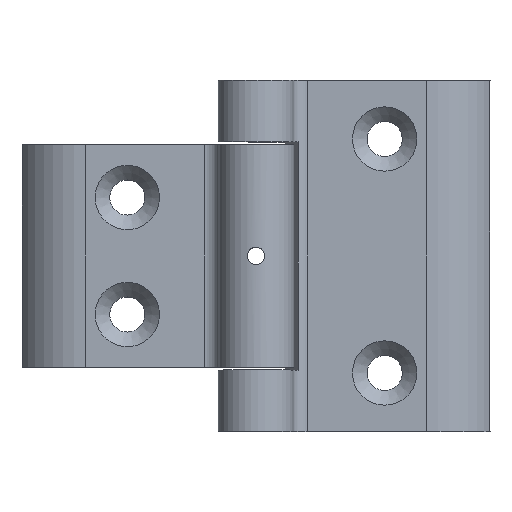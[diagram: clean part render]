
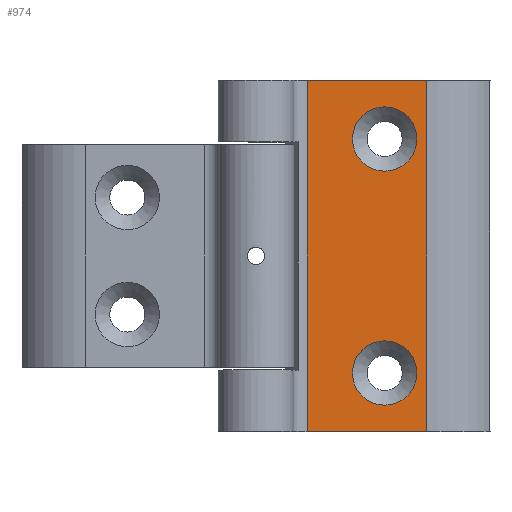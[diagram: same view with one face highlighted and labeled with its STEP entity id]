
A CAD part, top view. The second image highlights one B-rep face of the part: STEP entity #974.
In plain terms, the highlighted planar face has unit normal (0, 0, 1).
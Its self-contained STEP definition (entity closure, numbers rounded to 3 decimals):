
#55=FACE_BOUND('',#183,.T.);
#56=FACE_BOUND('',#184,.T.);
#78=PLANE('',#1113);
#131=FACE_OUTER_BOUND('',#182,.T.);
#182=EDGE_LOOP('',(#794,#795,#796,#797));
#183=EDGE_LOOP('',(#798,#799));
#184=EDGE_LOOP('',(#800,#801));
#250=LINE('',#1567,#319);
#255=LINE('',#1643,#324);
#256=LINE('',#1647,#325);
#257=LINE('',#1649,#326);
#319=VECTOR('',#1287,10.);
#324=VECTOR('',#1310,10.);
#325=VECTOR('',#1315,10.);
#326=VECTOR('',#1318,10.);
#364=CIRCLE('',#1074,5.5);
#365=CIRCLE('',#1075,5.5);
#366=CIRCLE('',#1077,5.5);
#367=CIRCLE('',#1078,5.5);
#419=VERTEX_POINT('',#1475);
#420=VERTEX_POINT('',#1476);
#421=VERTEX_POINT('',#1481);
#422=VERTEX_POINT('',#1482);
#451=VERTEX_POINT('',#1564);
#452=VERTEX_POINT('',#1566);
#462=VERTEX_POINT('',#1641);
#463=VERTEX_POINT('',#1645);
#525=EDGE_CURVE('',#419,#420,#364,.T.);
#526=EDGE_CURVE('',#420,#419,#365,.T.);
#528=EDGE_CURVE('',#421,#422,#366,.T.);
#529=EDGE_CURVE('',#422,#421,#367,.T.);
#570=EDGE_CURVE('',#452,#451,#250,.T.);
#586=EDGE_CURVE('',#462,#451,#255,.T.);
#588=EDGE_CURVE('',#462,#463,#256,.T.);
#589=EDGE_CURVE('',#452,#463,#257,.T.);
#794=ORIENTED_EDGE('',*,*,#588,.T.);
#795=ORIENTED_EDGE('',*,*,#589,.F.);
#796=ORIENTED_EDGE('',*,*,#570,.T.);
#797=ORIENTED_EDGE('',*,*,#586,.F.);
#798=ORIENTED_EDGE('',*,*,#525,.T.);
#799=ORIENTED_EDGE('',*,*,#526,.T.);
#800=ORIENTED_EDGE('',*,*,#528,.T.);
#801=ORIENTED_EDGE('',*,*,#529,.T.);
#974=ADVANCED_FACE('',(#131,#55,#56),#78,.T.);
#1074=AXIS2_PLACEMENT_3D('',#1477,#1201,#1202);
#1075=AXIS2_PLACEMENT_3D('',#1478,#1203,#1204);
#1077=AXIS2_PLACEMENT_3D('',#1483,#1208,#1209);
#1078=AXIS2_PLACEMENT_3D('',#1484,#1210,#1211);
#1113=AXIS2_PLACEMENT_3D('',#1648,#1316,#1317);
#1201=DIRECTION('center_axis',(0.,0.,-1.));
#1202=DIRECTION('ref_axis',(1.,0.,0.));
#1203=DIRECTION('center_axis',(0.,0.,-1.));
#1204=DIRECTION('ref_axis',(1.,0.,0.));
#1208=DIRECTION('center_axis',(0.,0.,-1.));
#1209=DIRECTION('ref_axis',(1.,0.,0.));
#1210=DIRECTION('center_axis',(0.,0.,-1.));
#1211=DIRECTION('ref_axis',(1.,0.,0.));
#1287=DIRECTION('',(0.,-1.,0.));
#1310=DIRECTION('',(-1.,0.,0.));
#1315=DIRECTION('',(0.,1.,0.));
#1316=DIRECTION('center_axis',(0.,0.,1.));
#1317=DIRECTION('ref_axis',(1.,0.,0.));
#1318=DIRECTION('',(1.,0.,0.));
#1475=CARTESIAN_POINT('',(27.5,-20.,-4.5));
#1476=CARTESIAN_POINT('',(16.5,-20.,-4.5));
#1477=CARTESIAN_POINT('Origin',(22.,-20.,-4.5));
#1478=CARTESIAN_POINT('Origin',(22.,-20.,-4.5));
#1481=CARTESIAN_POINT('',(27.5,20.,-4.5));
#1482=CARTESIAN_POINT('',(16.5,20.,-4.5));
#1483=CARTESIAN_POINT('Origin',(22.,20.,-4.5));
#1484=CARTESIAN_POINT('Origin',(22.,20.,-4.5));
#1564=CARTESIAN_POINT('',(8.775,-30.,-4.5));
#1566=CARTESIAN_POINT('',(8.775,30.,-4.5));
#1567=CARTESIAN_POINT('',(8.775,0.,-4.5));
#1641=CARTESIAN_POINT('',(29.185,-30.,-4.5));
#1643=CARTESIAN_POINT('',(8.775,-30.,-4.5));
#1645=CARTESIAN_POINT('',(29.185,30.,-4.5));
#1647=CARTESIAN_POINT('',(29.185,0.,-4.5));
#1648=CARTESIAN_POINT('Origin',(8.775,0.,-4.5));
#1649=CARTESIAN_POINT('',(8.775,30.,-4.5));
